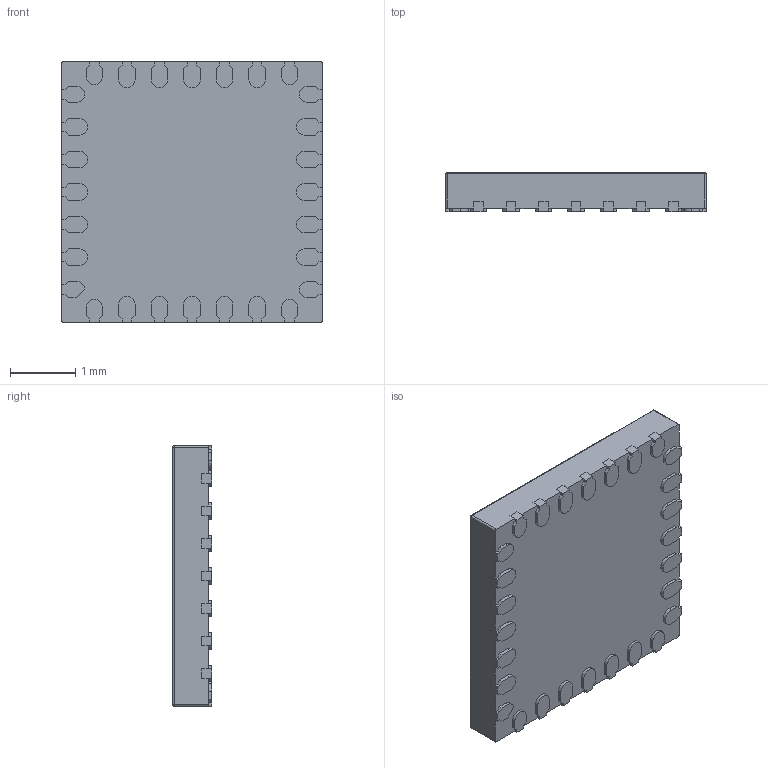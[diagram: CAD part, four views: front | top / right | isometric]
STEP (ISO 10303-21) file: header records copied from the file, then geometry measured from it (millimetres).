
FILE_DESCRIPTION (( 'STEP AP214' ), '1' );
FILE_NAME ('STM32G071G8U6TR.STEP', '2023-07-19T14:28:27', ( '' ), ( '' ), 'SwSTEP 2.0', 'SolidWorks 2022', '' );
FILE_SCHEMA (( 'AUTOMOTIVE_DESIGN' ));
Length unit declared in the file: millimetre
Products named in the file (1): STM32G071G8U6TR
Bounding box: 4 x 0.6 x 4 mm (x, y, z)
Volume: 8.9 mm3; surface area: 52.2 mm2
Topology: 29 solids, 29 shells, 541 faces, 1438 edges, 952 vertices
Faces by surface type: plane 457, cylinder 80, sphere 4
Entity records: 22789 total; most frequent: CARTESIAN_POINT 2928, ORIENTED_EDGE 2868, DIRECTION 2678, EDGE_CURVE 1434, VECTOR 1274, LINE 1274, VERTEX_POINT 952, AXIS2_PLACEMENT_3D 702
